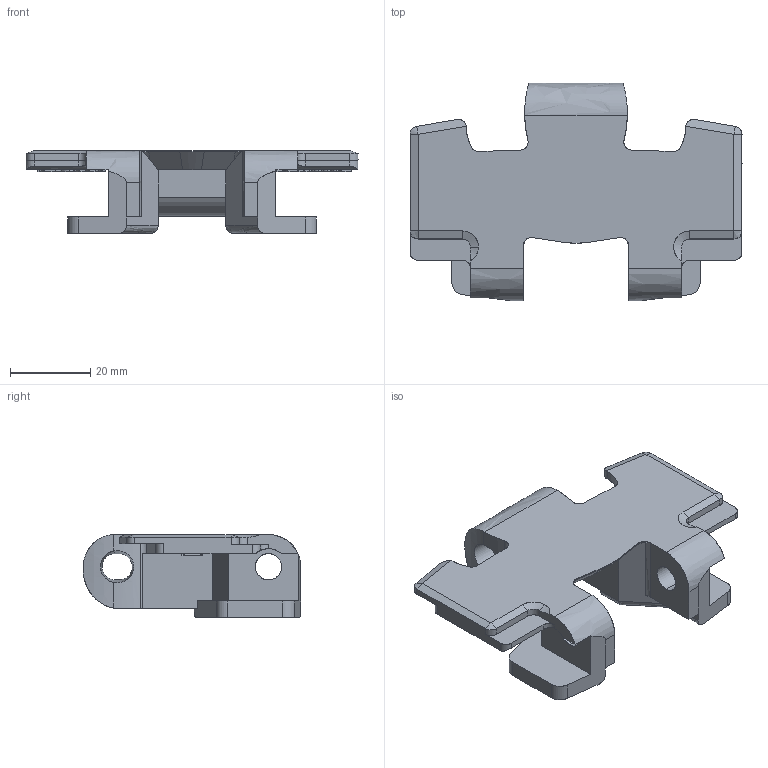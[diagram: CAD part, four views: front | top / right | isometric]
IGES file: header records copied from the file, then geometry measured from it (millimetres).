
Start section: SolidWorks IGES file using analytic representation for surfaces
Global section: file name: 01.02.011878 - Placa BFlex 878T K325.IGS; native system: SolidWorks 2024; preprocessor: SolidWorks 2024; author: User; date: 250919.150818; units: millimetre
Bounding box: 82.5 x 54 x 20.6 mm (x, y, z)
Surface area: 12564.8 mm2 (no closed solid volume)
Topology: 0 solids, 0 shells, 562 faces, 6913 edges, 6909 vertices
Faces by surface type: bspline 496, revolution 66
